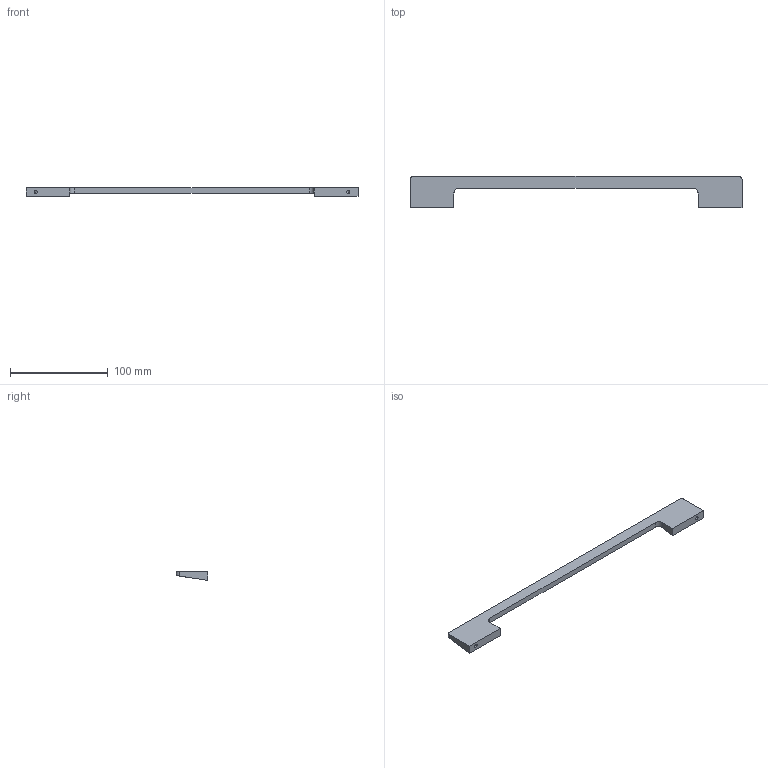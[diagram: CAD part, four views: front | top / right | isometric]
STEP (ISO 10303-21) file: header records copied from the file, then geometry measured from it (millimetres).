
FILE_DESCRIPTION (( 'STEP AP214' ), '1' );
FILE_NAME ('F002205,F002208,F002211_3D.step', '2022-06-10T07:01:48', ( '' ), ( '' ), 'SwSTEP 2.0', 'SolidWorks 2020', '' );
FILE_SCHEMA (( 'AUTOMOTIVE_DESIGN' ));
Length unit declared in the file: millimetre
Products named in the file (1): F002205,F002208,F002211_3D
Bounding box: 340 x 32 x 9 mm (x, y, z)
Volume: 33379.2 mm3; surface area: 16403.9 mm2
Topology: 1 solids, 1 shells, 22 faces, 56 edges, 34 vertices
Faces by surface type: plane 10, cylinder 8, cone 4
Entity records: 710 total; most frequent: CARTESIAN_POINT 121, DIRECTION 106, ORIENTED_EDGE 104, EDGE_CURVE 52, LINE 36, VECTOR 36, AXIS2_PLACEMENT_3D 35, VERTEX_POINT 34
